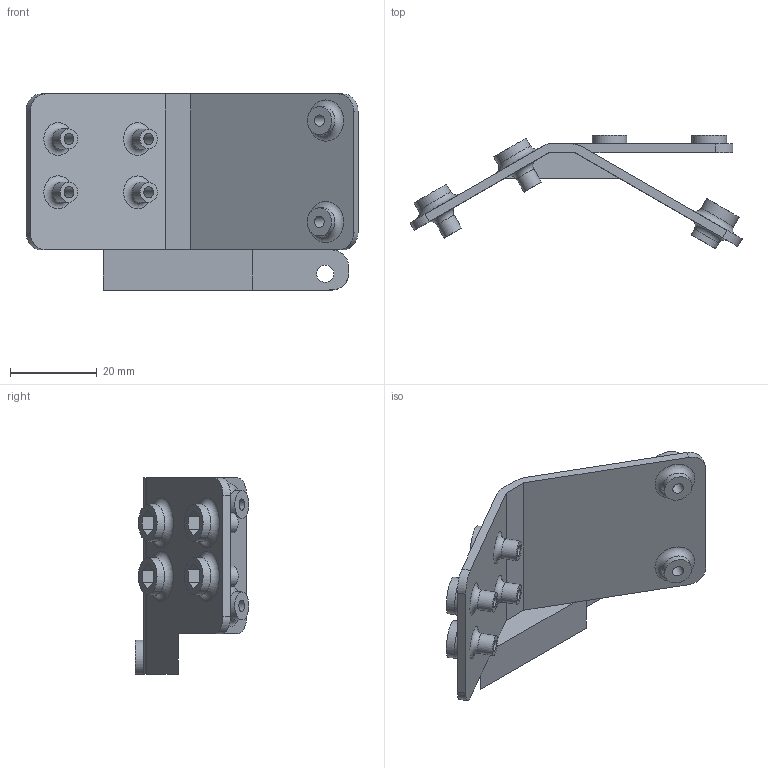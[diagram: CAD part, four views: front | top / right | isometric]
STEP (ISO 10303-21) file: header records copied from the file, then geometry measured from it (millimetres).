
FILE_DESCRIPTION(/* description */ (''),/* implementation_level */ '2;1');
FILE_NAME(/* name */ 'camera multiplexer and hmdi connector fixture v1.step',/* time_stamp */ '2020-12-02T20:07:27-08:00',/* author */ (''),/* organization */ (''),/* preprocessor_version */ 'ST-DEVELOPER v18.1',/* originating_system */ 'Autodesk Translation Framework v9.3.0.1241',/* authorisation */ '');
FILE_SCHEMA (('AUTOMOTIVE_DESIGN { 1 0 10303 214 3 1 1 }'));
Length unit declared in the file: millimetre
Products named in the file (1): camera multiplexer and hmdi connector fixture
Bounding box: 76.65 x 26.26 x 45.3 mm (x, y, z)
Volume: 9712.6 mm3; surface area: 9903.5 mm2
Topology: 1 solids, 1 shells, 120 faces, 296 edges, 196 vertices
Faces by surface type: plane 77, cylinder 31, torus 12
Full cylindrical faces by diameter (mm): 2.6 x6, 4 x2, 4.6 x4, 6.5 x2, 8.6 x6
Entity records: 3631 total; most frequent: DIRECTION 636, CARTESIAN_POINT 613, ORIENTED_EDGE 592, EDGE_CURVE 296, AXIS2_PLACEMENT_3D 219, LINE 198, VECTOR 198, VERTEX_POINT 196
